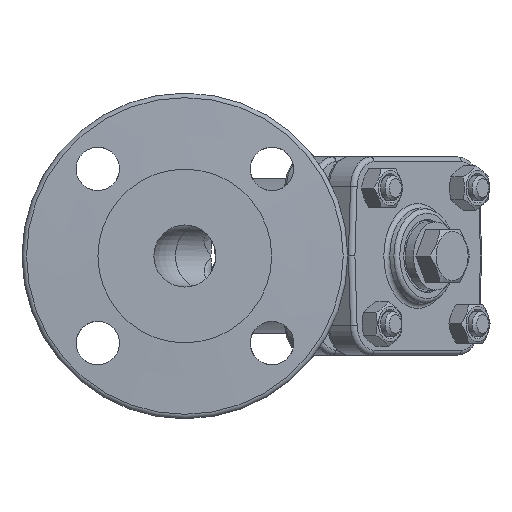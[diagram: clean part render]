
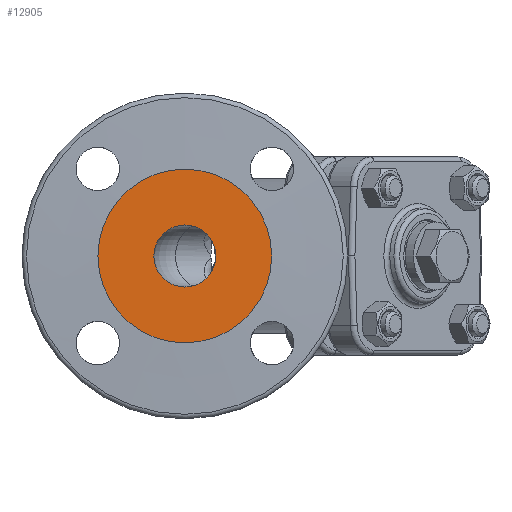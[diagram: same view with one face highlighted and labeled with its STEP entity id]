
A CAD part, left-side view. The second image highlights one B-rep face of the part: STEP entity #12905.
In plain terms, the highlighted planar face has unit normal (-1, 0, 0).
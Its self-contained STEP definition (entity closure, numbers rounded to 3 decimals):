
#315=PLANE('',#13698);
#504=FACE_BOUND('',#2631,.T.);
#766=CIRCLE('',#13602,10.);
#805=CIRCLE('',#13673,28.);
#1744=FACE_OUTER_BOUND('',#2630,.T.);
#2630=EDGE_LOOP('',(#10824));
#2631=EDGE_LOOP('',(#10825));
#5901=VERTEX_POINT('',#27292);
#5996=VERTEX_POINT('',#29528);
#7559=EDGE_CURVE('',#5901,#5901,#766,.T.);
#7665=EDGE_CURVE('',#5996,#5996,#805,.T.);
#10824=ORIENTED_EDGE('',*,*,#7665,.T.);
#10825=ORIENTED_EDGE('',*,*,#7559,.T.);
#12905=ADVANCED_FACE('',(#1744,#504),#315,.F.);
#13602=AXIS2_PLACEMENT_3D('',#27293,#15450,#15451);
#13673=AXIS2_PLACEMENT_3D('',#29529,#15598,#15599);
#13698=AXIS2_PLACEMENT_3D('',#30310,#15650,#15651);
#15450=DIRECTION('center_axis',(1.,0.,0.));
#15451=DIRECTION('ref_axis',(0.,0.,-1.));
#15598=DIRECTION('center_axis',(-1.,0.,0.));
#15599=DIRECTION('ref_axis',(0.,0.,1.));
#15650=DIRECTION('center_axis',(1.,0.,0.));
#15651=DIRECTION('ref_axis',(0.,0.,-1.));
#27292=CARTESIAN_POINT('',(-150.,-10.,0.));
#27293=CARTESIAN_POINT('Origin',(-150.,0.,0.));
#29528=CARTESIAN_POINT('',(-150.,0.,28.));
#29529=CARTESIAN_POINT('Origin',(-150.,0.,0.));
#30310=CARTESIAN_POINT('Origin',(-150.,0.,0.));
